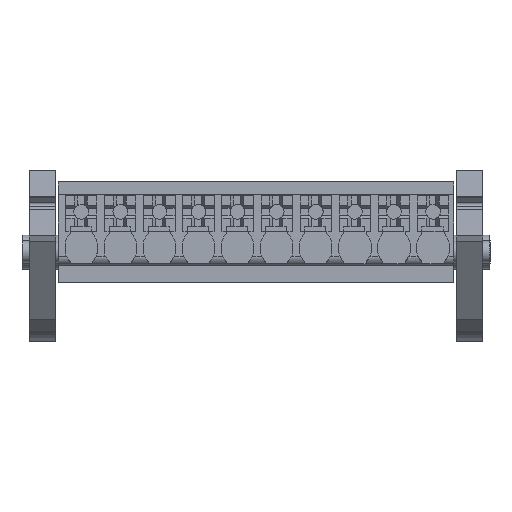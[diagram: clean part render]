
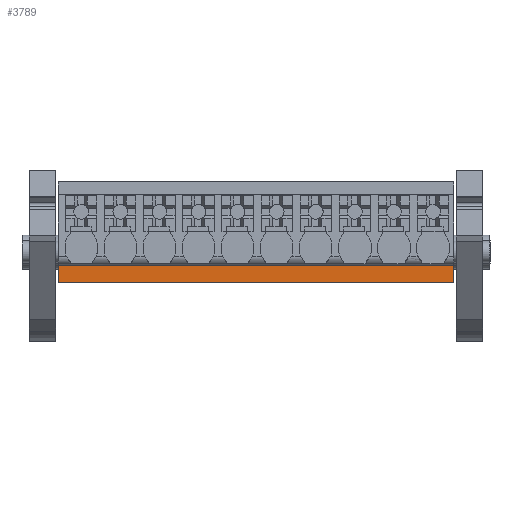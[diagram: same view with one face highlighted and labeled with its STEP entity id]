
A CAD part, top view. The second image highlights one B-rep face of the part: STEP entity #3789.
In plain terms, the highlighted planar face has unit normal (0, 0, 1).
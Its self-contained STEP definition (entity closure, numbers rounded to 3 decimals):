
#3769=AXIS2_PLACEMENT_3D('Plane Axis2P3D',#3766,#3767,#3768) ;
#105=CARTESIAN_POINT('Vertex',(3.25,5.297,20.4)) ;
#108=CARTESIAN_POINT('Line Origine',(3.25,6.06,20.4)) ;
#112=CARTESIAN_POINT('Vertex',(3.25,6.822,20.4)) ;
#3362=CARTESIAN_POINT('Vertex',(38.65,5.297,20.4)) ;
#3365=CARTESIAN_POINT('Line Origine',(20.95,5.297,20.4)) ;
#3766=CARTESIAN_POINT('Axis2P3D Location',(24.43,6.822,20.4)) ;
#3771=CARTESIAN_POINT('Line Origine',(38.65,6.059,20.4)) ;
#3775=CARTESIAN_POINT('Vertex',(38.65,6.822,20.4)) ;
#3778=CARTESIAN_POINT('Line Origine',(20.95,6.822,20.4)) ;
#109=DIRECTION('Vector Direction',(0.,1.,0.)) ;
#3366=DIRECTION('Vector Direction',(1.,0.,0.)) ;
#3767=DIRECTION('Axis2P3D Direction',(-0.,0.,1.)) ;
#3768=DIRECTION('Axis2P3D XDirection',(0.,-1.,0.)) ;
#3772=DIRECTION('Vector Direction',(0.,-1.,0.)) ;
#3779=DIRECTION('Vector Direction',(-1.,0.,0.)) ;
#110=VECTOR('Line Direction',#109,1.) ;
#3367=VECTOR('Line Direction',#3366,1.) ;
#3773=VECTOR('Line Direction',#3772,1.) ;
#3780=VECTOR('Line Direction',#3779,1.) ;
#3784=ORIENTED_EDGE('',*,*,#3369,.T.) ;
#3785=ORIENTED_EDGE('',*,*,#3777,.F.) ;
#3786=ORIENTED_EDGE('',*,*,#3782,.T.) ;
#3787=ORIENTED_EDGE('',*,*,#114,.T.) ;
#3789=ADVANCED_FACE('HOUSING',(#3788),#3770,.T.) ;
#114=EDGE_CURVE('',#113,#106,#111,.F.) ;
#3369=EDGE_CURVE('',#106,#3363,#3368,.T.) ;
#3777=EDGE_CURVE('',#3776,#3363,#3774,.T.) ;
#3782=EDGE_CURVE('',#3776,#113,#3781,.T.) ;
#3783=EDGE_LOOP('',(#3784,#3785,#3786,#3787)) ;
#3788=FACE_OUTER_BOUND('',#3783,.T.) ;
#111=LINE('Line',#108,#110) ;
#3368=LINE('Line',#3365,#3367) ;
#3774=LINE('Line',#3771,#3773) ;
#3781=LINE('Line',#3778,#3780) ;
#3770=PLANE('',#3769) ;
#106=VERTEX_POINT('',#105) ;
#113=VERTEX_POINT('',#112) ;
#3363=VERTEX_POINT('',#3362) ;
#3776=VERTEX_POINT('',#3775) ;
